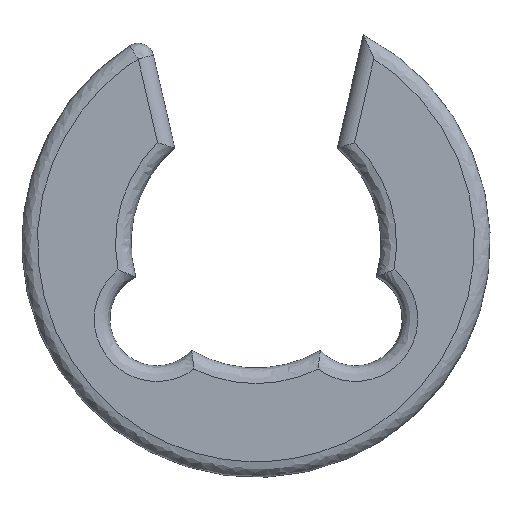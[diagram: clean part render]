
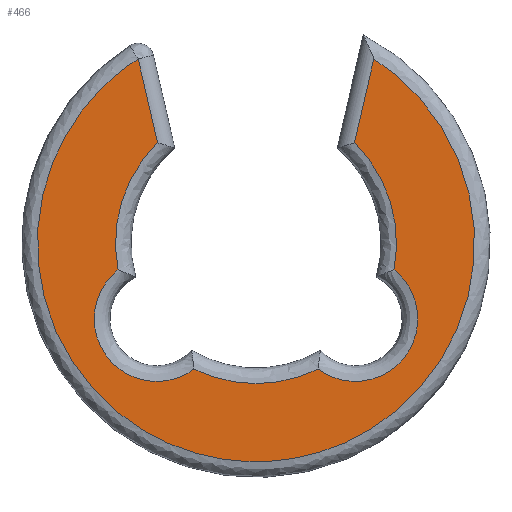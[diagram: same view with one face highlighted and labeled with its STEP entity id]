
A CAD part, top view. The second image highlights one B-rep face of the part: STEP entity #466.
In plain terms, the highlighted planar face has unit normal (0, 0, 1).
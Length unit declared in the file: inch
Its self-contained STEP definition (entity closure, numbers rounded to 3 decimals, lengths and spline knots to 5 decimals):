
#24 =( BOUNDED_CURVE ( )  B_SPLINE_CURVE ( 3, ( #1619, #329, #1732, #452 ),
 .UNSPECIFIED., .F., .F. ) 
 B_SPLINE_CURVE_WITH_KNOTS ( ( 4, 4 ),
 ( 0., 1. ),
 .UNSPECIFIED. ) 
 CURVE ( )  GEOMETRIC_REPRESENTATION_ITEM ( )  RATIONAL_B_SPLINE_CURVE ( ( 1., 0.921, 0.921, 1. ) ) 
 REPRESENTATION_ITEM ( '' )  );
#30 = CARTESIAN_POINT ( 'NONE',  ( 0.01424, -0.09332, 0.03125 ) ) ;
#128 = VERTEX_POINT ( 'NONE', #245 ) ;
#136 = CARTESIAN_POINT ( 'NONE',  ( -0.03978, -0.08073, 0.03125 ) ) ;
#202 =( BOUNDED_CURVE ( )  B_SPLINE_CURVE ( 3, ( #1249, #1129, #858, #389, #1549, #851, #695 ),
 .UNSPECIFIED., .F., .T. ) 
 B_SPLINE_CURVE_WITH_KNOTS ( ( 4, 3, 4 ),
 ( 0., 0.5, 1. ),
 .UNSPECIFIED. ) 
 CURVE ( )  GEOMETRIC_REPRESENTATION_ITEM ( )  RATIONAL_B_SPLINE_CURVE ( ( 1., 0.521, 0.521, 1., 0.521, 0.521, 1. ) ) 
 REPRESENTATION_ITEM ( '' )  );
#236 = CARTESIAN_POINT ( 'NONE',  ( 0.14924, -0.06522, 0.03125 ) ) ;
#245 = CARTESIAN_POINT ( 'NONE',  ( -0.07545, 0.11793, 0.03125 ) ) ;
#294 = CARTESIAN_POINT ( 'NONE',  ( 0., 0., 0.03125 ) ) ;
#329 = CARTESIAN_POINT ( 'NONE',  ( 0.09423, 0.01313, 0.03125 ) ) ;
#367 = EDGE_CURVE ( 'NONE', #399, #838, #888, .T. ) ;
#376 = ORIENTED_EDGE ( 'NONE', *, *, #367, .F. ) ;
#381 = ORIENTED_EDGE ( 'NONE', *, *, #776, .F. ) ;
#389 = CARTESIAN_POINT ( 'NONE',  ( 0., -0.14, 0.03125 ) ) ;
#399 = VERTEX_POINT ( 'NONE', #827 ) ;
#426 = CARTESIAN_POINT ( 'NONE',  ( 0.07545, 0.11793, 0.03125 ) ) ;
#434 = CARTESIAN_POINT ( 'NONE',  ( -0.03978, -0.08073, 0.03125 ) ) ;
#452 = CARTESIAN_POINT ( 'NONE',  ( 0.06305, 0.06422, 0.03125 ) ) ;
#460 = CARTESIAN_POINT ( 'NONE',  ( 0.08835, -0.01717, 0.03125 ) ) ;
#462 = EDGE_CURVE ( 'NONE', #694, #991, #687, .T. ) ;
#466 = ADVANCED_FACE ( 'NONE', ( #1128 ), #1527, .T. ) ;
#483 = ORIENTED_EDGE ( 'NONE', *, *, #1644, .F. ) ;
#517 = CARTESIAN_POINT ( 'NONE',  ( 0.03978, -0.08073, 0.03125 ) ) ;
#525 = EDGE_CURVE ( 'NONE', #128, #674, #803, .T. ) ;
#607 = AXIS2_PLACEMENT_3D ( 'NONE', #294, #1596, #721 ) ;
#608 = VECTOR ( 'NONE', #1260, 39.37008 ) ;
#665 = ORIENTED_EDGE ( 'NONE', *, *, #1321, .F. ) ;
#674 = VERTEX_POINT ( 'NONE', #1096 ) ;
#687 = LINE ( 'NONE', #426, #608 ) ;
#694 = VERTEX_POINT ( 'NONE', #1689 ) ;
#695 = CARTESIAN_POINT ( 'NONE',  ( -0.07545, 0.11793, 0.03125 ) ) ;
#702 = VERTEX_POINT ( 'NONE', #517 ) ;
#718 = CARTESIAN_POINT ( 'NONE',  ( -0.06305, 0.06422, 0.03125 ) ) ;
#721 = DIRECTION ( 'NONE',  ( 1., 0., 0. ) ) ;
#734 = CARTESIAN_POINT ( 'NONE',  ( -0.09423, 0.01313, 0.03125 ) ) ;
#745 = CARTESIAN_POINT ( 'NONE',  ( 0.10214, -0.12685, 0.03125 ) ) ;
#746 = CARTESIAN_POINT ( 'NONE',  ( -0.06305, 0.06422, 0.03125 ) ) ;
#749 =( BOUNDED_CURVE ( )  B_SPLINE_CURVE ( 3, ( #718, #1706, #734, #1459 ),
 .UNSPECIFIED., .F., .T. ) 
 B_SPLINE_CURVE_WITH_KNOTS ( ( 4, 4 ),
 ( 0., 1. ),
 .UNSPECIFIED. ) 
 CURVE ( )  GEOMETRIC_REPRESENTATION_ITEM ( )  RATIONAL_B_SPLINE_CURVE ( ( 1., 0.921, 0.921, 1. ) ) 
 REPRESENTATION_ITEM ( '' )  );
#776 = EDGE_CURVE ( 'NONE', #674, #399, #749, .T. ) ;
#803 = B_SPLINE_CURVE_WITH_KNOTS ( 'NONE', 3,
 ( #870, #1461, #1435, #746 ),
 .UNSPECIFIED., .F., .F.,
 ( 4, 4 ),
 ( 0., 1. ),
 .UNSPECIFIED. ) ;
#818 = CARTESIAN_POINT ( 'NONE',  ( -0.10214, -0.12685, 0.03125 ) ) ;
#819 = CARTESIAN_POINT ( 'NONE',  ( 0.08835, -0.01717, 0.03125 ) ) ;
#827 = CARTESIAN_POINT ( 'NONE',  ( -0.08835, -0.01717, 0.03125 ) ) ;
#838 = VERTEX_POINT ( 'NONE', #1066 ) ;
#841 =( BOUNDED_CURVE ( )  B_SPLINE_CURVE ( 3, ( #1025, #745, #236, #460 ),
 .UNSPECIFIED., .F., .F. ) 
 B_SPLINE_CURVE_WITH_KNOTS ( ( 4, 4 ),
 ( 0., 1. ),
 .UNSPECIFIED. ) 
 CURVE ( )  GEOMETRIC_REPRESENTATION_ITEM ( )  RATIONAL_B_SPLINE_CURVE ( ( 1., 0.344, 0.344, 1. ) ) 
 REPRESENTATION_ITEM ( '' )  );
#851 = CARTESIAN_POINT ( 'NONE',  ( -0.22042, 0.02518, 0.03125 ) ) ;
#858 = CARTESIAN_POINT ( 'NONE',  ( 0.1721, -0.14, 0.03125 ) ) ;
#870 = CARTESIAN_POINT ( 'NONE',  ( -0.07545, 0.11793, 0.03125 ) ) ;
#888 =( BOUNDED_CURVE ( )  B_SPLINE_CURVE ( 3, ( #1568, #992, #818, #136 ),
 .UNSPECIFIED., .F., .T. ) 
 B_SPLINE_CURVE_WITH_KNOTS ( ( 4, 4 ),
 ( 0., 1. ),
 .UNSPECIFIED. ) 
 CURVE ( )  GEOMETRIC_REPRESENTATION_ITEM ( )  RATIONAL_B_SPLINE_CURVE ( ( 1., 0.344, 0.344, 1. ) ) 
 REPRESENTATION_ITEM ( '' )  );
#991 = VERTEX_POINT ( 'NONE', #1296 ) ;
#992 = CARTESIAN_POINT ( 'NONE',  ( -0.14924, -0.06522, 0.03125 ) ) ;
#1025 = CARTESIAN_POINT ( 'NONE',  ( 0.03978, -0.08073, 0.03125 ) ) ;
#1052 = EDGE_CURVE ( 'NONE', #1238, #991, #24, .T. ) ;
#1066 = CARTESIAN_POINT ( 'NONE',  ( -0.03978, -0.08073, 0.03125 ) ) ;
#1096 = CARTESIAN_POINT ( 'NONE',  ( -0.06305, 0.06422, 0.03125 ) ) ;
#1128 = FACE_OUTER_BOUND ( 'NONE', #1451, .T. ) ;
#1129 = CARTESIAN_POINT ( 'NONE',  ( 0.22042, 0.02517, 0.03125 ) ) ;
#1153 = CARTESIAN_POINT ( 'NONE',  ( -0.01424, -0.09332, 0.03125 ) ) ;
#1189 = EDGE_CURVE ( 'NONE', #694, #128, #202, .T. ) ;
#1230 = ORIENTED_EDGE ( 'NONE', *, *, #1052, .F. ) ;
#1238 = VERTEX_POINT ( 'NONE', #819 ) ;
#1249 = CARTESIAN_POINT ( 'NONE',  ( 0.07545, 0.11793, 0.03125 ) ) ;
#1260 = DIRECTION ( 'NONE',  ( -0.225, -0.974, 0. ) ) ;
#1296 = CARTESIAN_POINT ( 'NONE',  ( 0.06305, 0.06422, 0.03125 ) ) ;
#1321 = EDGE_CURVE ( 'NONE', #838, #702, #1663, .T. ) ;
#1358 = ORIENTED_EDGE ( 'NONE', *, *, #1189, .F. ) ;
#1366 = ORIENTED_EDGE ( 'NONE', *, *, #525, .F. ) ;
#1387 = ORIENTED_EDGE ( 'NONE', *, *, #462, .T. ) ;
#1435 = CARTESIAN_POINT ( 'NONE',  ( -0.06719, 0.08212, 0.03125 ) ) ;
#1451 = EDGE_LOOP ( 'NONE', ( #1366, #1358, #1387, #1230, #483, #665, #376, #381 ) ) ;
#1459 = CARTESIAN_POINT ( 'NONE',  ( -0.08835, -0.01717, 0.03125 ) ) ;
#1461 = CARTESIAN_POINT ( 'NONE',  ( -0.07132, 0.10003, 0.03125 ) ) ;
#1527 = PLANE ( 'NONE',  #607 ) ;
#1549 = CARTESIAN_POINT ( 'NONE',  ( -0.1721, -0.14, 0.03125 ) ) ;
#1568 = CARTESIAN_POINT ( 'NONE',  ( -0.08835, -0.01717, 0.03125 ) ) ;
#1596 = DIRECTION ( 'NONE',  ( 0., 0., 1. ) ) ;
#1597 = CARTESIAN_POINT ( 'NONE',  ( 0.03978, -0.08073, 0.03125 ) ) ;
#1619 = CARTESIAN_POINT ( 'NONE',  ( 0.08835, -0.01717, 0.03125 ) ) ;
#1644 = EDGE_CURVE ( 'NONE', #702, #1238, #841, .T. ) ;
#1663 =( BOUNDED_CURVE ( )  B_SPLINE_CURVE ( 3, ( #434, #1153, #30, #1597 ),
 .UNSPECIFIED., .F., .F. ) 
 B_SPLINE_CURVE_WITH_KNOTS ( ( 4, 4 ),
 ( 0., 1. ),
 .UNSPECIFIED. ) 
 CURVE ( )  GEOMETRIC_REPRESENTATION_ITEM ( )  RATIONAL_B_SPLINE_CURVE ( ( 1., 0.931, 0.931, 1. ) ) 
 REPRESENTATION_ITEM ( '' )  );
#1689 = CARTESIAN_POINT ( 'NONE',  ( 0.07545, 0.11793, 0.03125 ) ) ;
#1706 = CARTESIAN_POINT ( 'NONE',  ( -0.08508, 0.0426, 0.03125 ) ) ;
#1732 = CARTESIAN_POINT ( 'NONE',  ( 0.08508, 0.0426, 0.03125 ) ) ;
